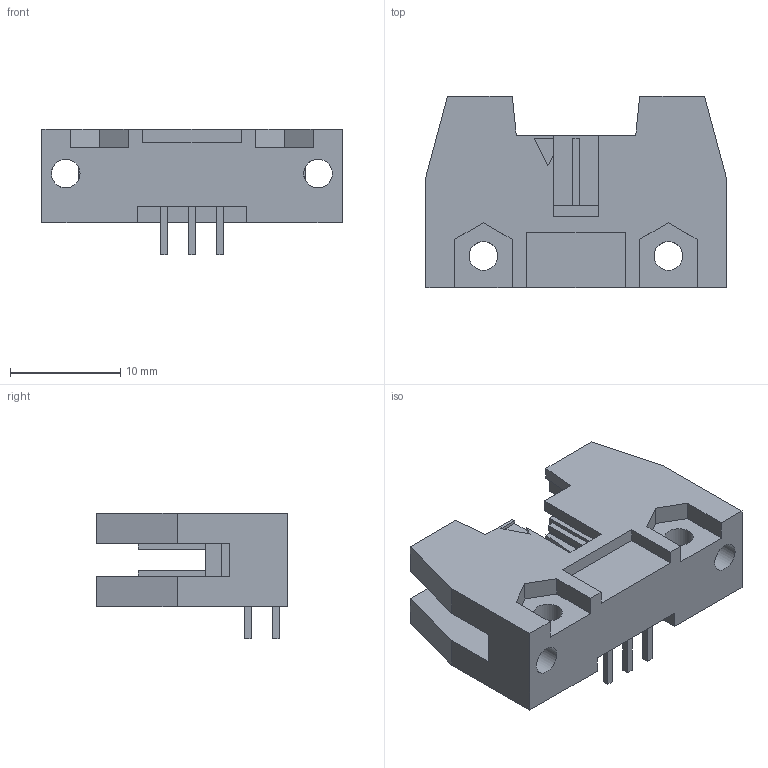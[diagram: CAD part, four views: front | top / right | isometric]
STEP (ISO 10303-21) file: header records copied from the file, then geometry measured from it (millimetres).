
FILE_DESCRIPTION(/* description */ (''),/* implementation_level */ '2;1');
FILE_NAME(/* name */ '100081310ugm000_b.stp',/* time_stamp */ '2016-01-07T07:59:32+01:00',/* author */ (''),/* organization */ (''),/* preprocessor_version */ 'ST-DEVELOPER v15',/* originating_system */ 'SIEMENS PLM Software NX 8.5',/* authorisation */ '');
FILE_SCHEMA (('AUTOMOTIVE_DESIGN { 1 0 10303 214 3 1 1 1 }'));
Length unit declared in the file: millimetre
Products named in the file (1): 100081310ugm000_b
Bounding box: 27.2 x 17.3 x 11.4 mm (x, y, z)
Volume: 2129 mm3; surface area: 2451.6 mm2
Topology: 1 solids, 1 shells, 140 faces, 376 edges, 248 vertices
Faces by surface type: plane 136, cylinder 4
Full cylindrical faces by diameter (mm): 2.6 x4
Entity records: 4881 total; most frequent: CARTESIAN_POINT 761, ORIENTED_EDGE 744, DIRECTION 670, EDGE_CURVE 372, LINE 356, VECTOR 356, VERTEX_POINT 248, EDGE_LOOP 162
